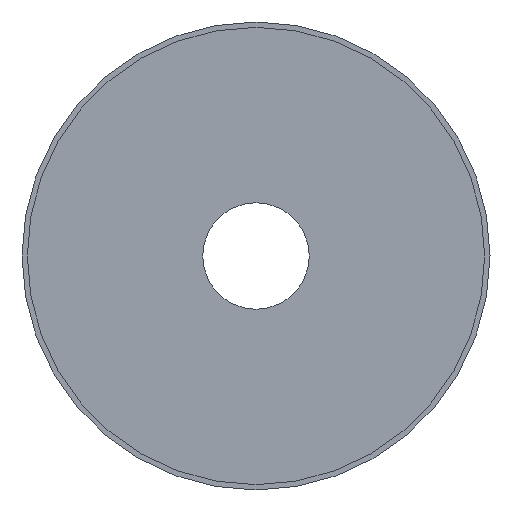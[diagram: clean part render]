
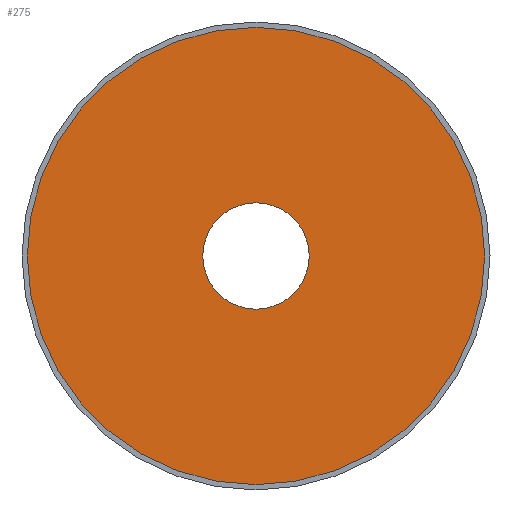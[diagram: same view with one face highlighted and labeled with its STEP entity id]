
A CAD part, left-side view. The second image highlights one B-rep face of the part: STEP entity #275.
In plain terms, the highlighted planar face has unit normal (-1, 0, 0).
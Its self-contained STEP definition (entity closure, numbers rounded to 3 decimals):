
#45 = PLANE('',#46);
#46 = AXIS2_PLACEMENT_3D('',#47,#48,#49);
#47 = CARTESIAN_POINT('',(40.5,0.,15.));
#48 = DIRECTION('',(1.,0.,0.));
#49 = DIRECTION('',(0.,0.,1.));
#163 = EDGE_CURVE('',#164,#164,#166,.T.);
#164 = VERTEX_POINT('',#165);
#165 = CARTESIAN_POINT('',(40.5,21.5,15.));
#166 = SURFACE_CURVE('',#167,(#172,#179),.PCURVE_S1.);
#167 = CIRCLE('',#168,21.5);
#168 = AXIS2_PLACEMENT_3D('',#169,#170,#171);
#169 = CARTESIAN_POINT('',(40.5,0.,15.));
#170 = DIRECTION('',(1.,0.,0.));
#171 = DIRECTION('',(0.,1.,0.));
#172 = PCURVE('',#45,#173);
#173 = DEFINITIONAL_REPRESENTATION('',(#174),#178);
#174 = CIRCLE('',#175,21.5);
#175 = AXIS2_PLACEMENT_2D('',#176,#177);
#176 = CARTESIAN_POINT('',(0.,0.));
#177 = DIRECTION('',(0.,-1.));
#178 = ( GEOMETRIC_REPRESENTATION_CONTEXT(2) 
PARAMETRIC_REPRESENTATION_CONTEXT() REPRESENTATION_CONTEXT('2D SPACE',''
  ) );
#179 = PCURVE('',#180,#185);
#180 = PLANE('',#181);
#181 = AXIS2_PLACEMENT_3D('',#182,#183,#184);
#182 = CARTESIAN_POINT('',(40.5,0.,15.));
#183 = DIRECTION('',(1.,0.,0.));
#184 = DIRECTION('',(0.,1.,0.));
#185 = DEFINITIONAL_REPRESENTATION('',(#186),#190);
#186 = CIRCLE('',#187,21.5);
#187 = AXIS2_PLACEMENT_2D('',#188,#189);
#188 = CARTESIAN_POINT('',(0.,0.));
#189 = DIRECTION('',(1.,0.));
#190 = ( GEOMETRIC_REPRESENTATION_CONTEXT(2) 
PARAMETRIC_REPRESENTATION_CONTEXT() REPRESENTATION_CONTEXT('2D SPACE',''
  ) );
#275 = ADVANCED_FACE('',(#276,#279),#180,.F.);
#276 = FACE_BOUND('',#277,.F.);
#277 = EDGE_LOOP('',(#278));
#278 = ORIENTED_EDGE('',*,*,#163,.T.);
#279 = FACE_BOUND('',#280,.F.);
#280 = EDGE_LOOP('',(#281));
#281 = ORIENTED_EDGE('',*,*,#282,.T.);
#282 = EDGE_CURVE('',#283,#283,#285,.T.);
#283 = VERTEX_POINT('',#284);
#284 = CARTESIAN_POINT('',(40.5,-5.,15.));
#285 = SURFACE_CURVE('',#286,(#291,#302),.PCURVE_S1.);
#286 = CIRCLE('',#287,5.);
#287 = AXIS2_PLACEMENT_3D('',#288,#289,#290);
#288 = CARTESIAN_POINT('',(40.5,0.,15.));
#289 = DIRECTION('',(-1.,0.,0.));
#290 = DIRECTION('',(0.,-1.,0.));
#291 = PCURVE('',#180,#292);
#292 = DEFINITIONAL_REPRESENTATION('',(#293),#301);
#293 = ( BOUNDED_CURVE() B_SPLINE_CURVE(2,(#294,#295,#296,#297,#298,#299
,#300),.UNSPECIFIED.,.T.,.F.) B_SPLINE_CURVE_WITH_KNOTS((1,2,2,2,2,1),(
    -2.094,0.,2.094,4.189,6.283,
8.378),.UNSPECIFIED.) CURVE() GEOMETRIC_REPRESENTATION_ITEM() 
RATIONAL_B_SPLINE_CURVE((1.,0.5,1.,0.5,1.,0.5,1.)) REPRESENTATION_ITEM(
  '') );
#294 = CARTESIAN_POINT('',(-5.,0.));
#295 = CARTESIAN_POINT('',(-5.,8.66));
#296 = CARTESIAN_POINT('',(2.5,4.33));
#297 = CARTESIAN_POINT('',(10.,0.));
#298 = CARTESIAN_POINT('',(2.5,-4.33));
#299 = CARTESIAN_POINT('',(-5.,-8.66));
#300 = CARTESIAN_POINT('',(-5.,0.));
#301 = ( GEOMETRIC_REPRESENTATION_CONTEXT(2) 
PARAMETRIC_REPRESENTATION_CONTEXT() REPRESENTATION_CONTEXT('2D SPACE',''
  ) );
#302 = PCURVE('',#303,#308);
#303 = CYLINDRICAL_SURFACE('',#304,5.);
#304 = AXIS2_PLACEMENT_3D('',#305,#306,#307);
#305 = CARTESIAN_POINT('',(40.5,0.,15.));
#306 = DIRECTION('',(-1.,0.,0.));
#307 = DIRECTION('',(0.,-1.,0.));
#308 = DEFINITIONAL_REPRESENTATION('',(#309),#313);
#309 = LINE('',#310,#311);
#310 = CARTESIAN_POINT('',(0.,0.));
#311 = VECTOR('',#312,1.);
#312 = DIRECTION('',(1.,0.));
#313 = ( GEOMETRIC_REPRESENTATION_CONTEXT(2) 
PARAMETRIC_REPRESENTATION_CONTEXT() REPRESENTATION_CONTEXT('2D SPACE',''
  ) );
